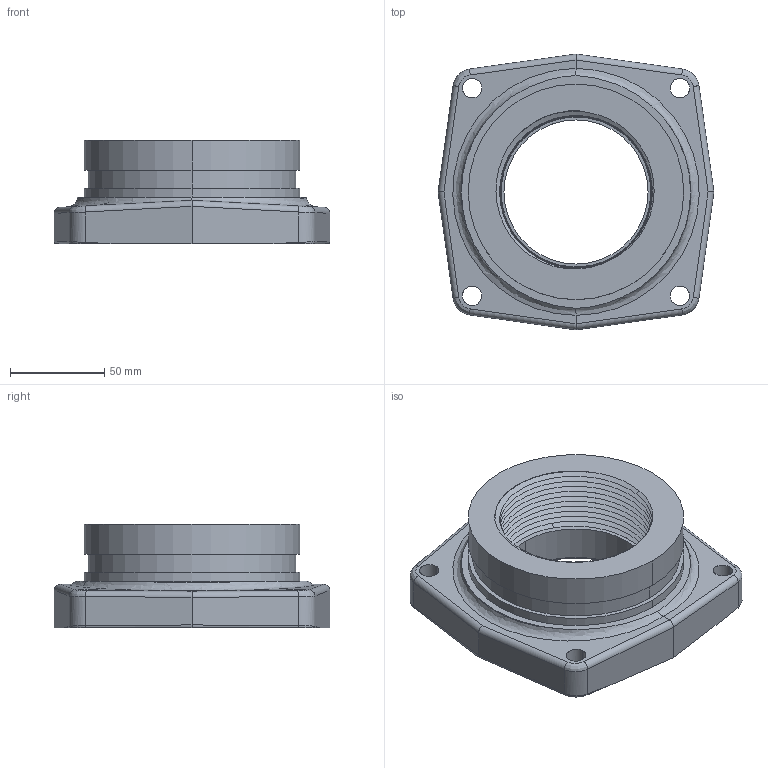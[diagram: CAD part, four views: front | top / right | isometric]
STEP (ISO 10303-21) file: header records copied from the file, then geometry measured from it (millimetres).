
FILE_DESCRIPTION((''),'2;1');
FILE_NAME('C30489_SW0001','2012-01-16T',('jhabe'),(''),'PRO/ENGINEER BY PARAMETRIC TECHNOLOGY CORPORATION, 2011310','PRO/ENGINEER BY PARAMETRIC TECHNOLOGY CORPORATION, 2011310','');
FILE_SCHEMA(('CONFIG_CONTROL_DESIGN'));
Length unit declared in the file: inch
Products named in the file (1): C30489_SW0001
Bounding box: 146.05 x 146.05 x 54.76 mm (x, y, z)
Surface area: 74450.1 mm2 (no closed solid volume)
Topology: 0 solids, 1 shells, 98 faces, 244 edges, 152 vertices
Faces by surface type: cylinder 36, cone 26, bspline 20, plane 16
Entity records: 6862 total; most frequent: CARTESIAN_POINT 4726, ORIENTED_EDGE 488, DIRECTION 337, EDGE_CURVE 244, VERTEX_POINT 152, AXIS2_PLACEMENT_3D 124, EDGE_LOOP 112, B_SPLINE_CURVE_WITH_KNOTS 109
